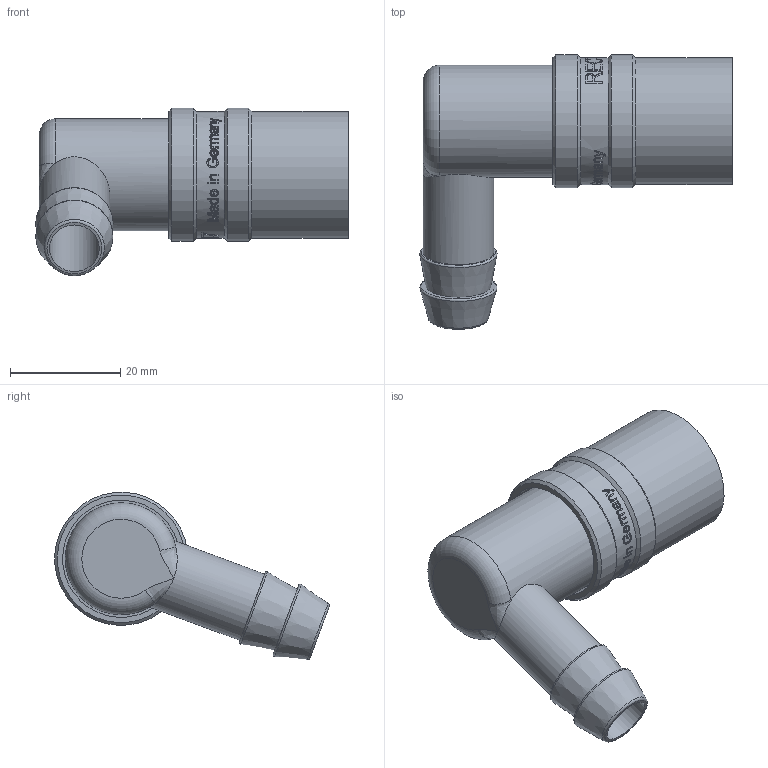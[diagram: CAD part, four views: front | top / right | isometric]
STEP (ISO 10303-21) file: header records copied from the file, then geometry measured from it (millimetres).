
FILE_DESCRIPTION((''),'2;1');
FILE_NAME('87kftr13mvx.stp','2013-11-26T10:36:49',('IA176480'),(''),'Autodesk Inventor 2013','Autodesk Inventor 2013','');
FILE_SCHEMA(('AUTOMOTIVE_DESIGN { 1 0 10303 214 1 1 1 1 }'));
Length unit declared in the file: millimetre
Products named in the file (1): D108578
Bounding box: 56.65 x 49.77 x 30.36 mm (x, y, z)
Volume: 17915.9 mm3; surface area: 12848.9 mm2
Topology: 2 solids, 3 shells, 464 faces, 1214 edges, 805 vertices
Faces by surface type: bspline 231, plane 149, cylinder 64, cone 15, torus 5
Full cylindrical faces by diameter (mm): 9 x1, 10 x1, 12.1 x1, 12.8 x1, 16.1 x1, 16.55 x1, 17.25 x1, 18 x3, 18.75 x1, 20.3 x1, 21.05 x1, 21.25 x1, 23 x2, 24.15 x2
Entity records: 69223 total; most frequent: CARTESIAN_POINT 59708, ORIENTED_EDGE 2322, EDGE_CURVE 1161, DIRECTION 1146, VERTEX_POINT 791, B_SPLINE_CURVE_WITH_KNOTS 606, EDGE_LOOP 556, FACE_OUTER_BOUND 464
